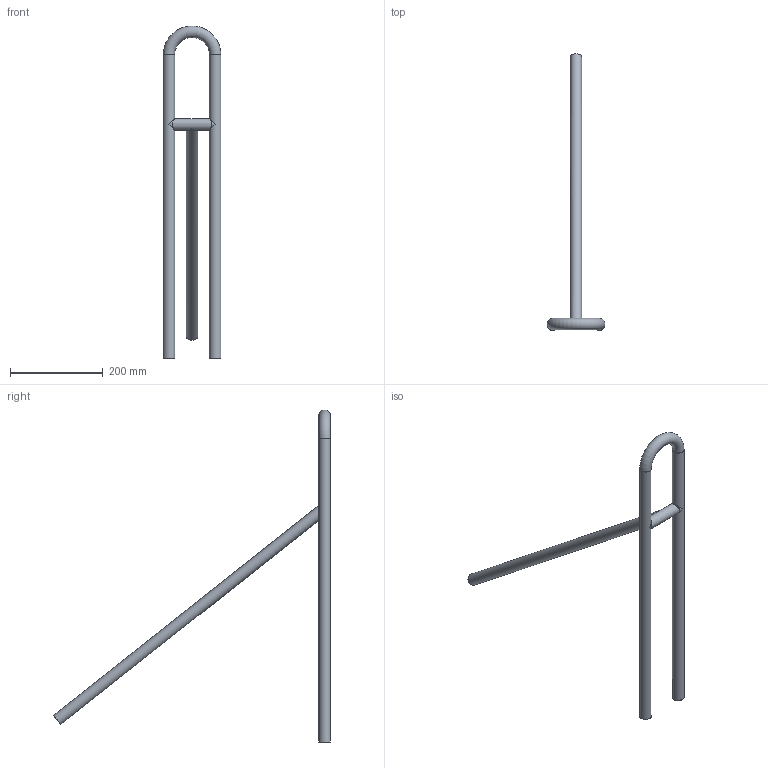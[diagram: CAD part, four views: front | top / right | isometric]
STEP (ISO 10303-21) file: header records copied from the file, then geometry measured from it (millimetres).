
FILE_DESCRIPTION(/* description */ ('Unknown'),/* implementation_level */ '2;1');
FILE_NAME(/* name */ 'R720x100-roll-hoop-assembly',/* time_stamp */ '2020-09-17T14:04:54+01:00',/* author */ ('Unknown'),/* organization */ ('Unknown'),/* preprocessor_version */ 'ST-DEVELOPER v16.7',/* originating_system */ 'Solid Edge',/* authorisation */ 'Unknown');
FILE_SCHEMA (('AUTOMOTIVE_DESIGN {1 0 10303 214 3 1 1}'));
Length unit declared in the file: millimetre
Products named in the file (4): R720x100-roll-hoop; R720x100-roll-hoop-cross-member; R720-roll-hoop-bracing-strut; R720x100-roll-hoop-for-assembly
Assembly tree (3 placements, depth 2):
  R720x100-roll-hoop
    R720x100-roll-hoop-cross-member
    R720-roll-hoop-bracing-strut
    R720x100-roll-hoop-for-assembly
Bounding box: 125 x 598.07 x 717.44 mm (x, y, z)
Volume: 329044 mm3; surface area: 330275.8 mm2
Topology: 3 solids, 3 shells, 16 faces, 33 edges, 23 vertices
Faces by surface type: cylinder 11, plane 3, torus 2
Full cylindrical faces by diameter (mm): 21 x4, 25 x4
Entity records: 536 total; most frequent: CARTESIAN_POINT 136, DIRECTION 72, ORIENTED_EDGE 38, AXIS2_PLACEMENT_3D 36, EDGE_LOOP 32, FACE_BOUND 32, EDGE_CURVE 19, VERTEX_POINT 19
